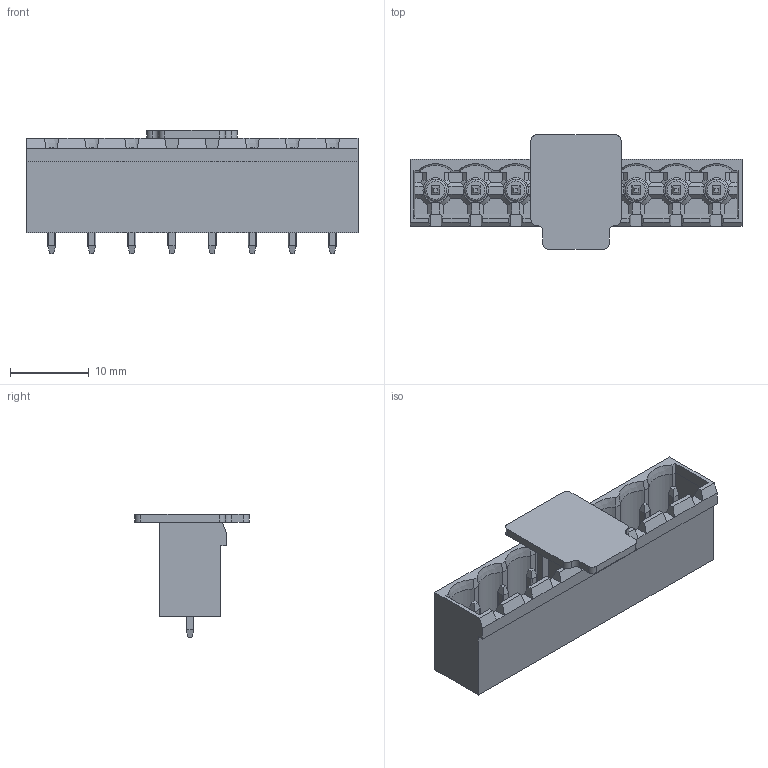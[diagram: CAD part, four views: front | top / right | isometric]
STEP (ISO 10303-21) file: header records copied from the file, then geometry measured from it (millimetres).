
FILE_DESCRIPTION(/* description */ ('Unknown'),/* implementation_level */ '2;1');
FILE_NAME(/* name */ '691701510008B',/* time_stamp */ '2023-12-13T14:39:05+01:00',/* author */ ('Unknown'),/* organization */ ('Unknown'),/* preprocessor_version */ 'ST-DEVELOPER v18.102',/* originating_system */ 'Solid Edge',/* authorisation */ 'Unknown');
FILE_SCHEMA (('AUTOMOTIVE_DESIGN {1 0 10303 214 3 1 1}'));
Length unit declared in the file: millimetre
Products named in the file (4): 6917015100xxB; 691701510008B; 6917015000xxB_Pin; 6917015000xxB_CAP
Assembly tree (10 placements, depth 2):
  6917015100xxB
    691701510008B
    6917015000xxB_Pin  x8
    6917015000xxB_CAP
Bounding box: 42.04 x 14.5 x 15.58 mm (x, y, z)
Volume: 1924.4 mm3; surface area: 4439 mm2
Topology: 10 solids, 10 shells, 673 faces, 1794 edges, 1152 vertices
Faces by surface type: plane 521, cylinder 80, cone 48, torus 16, sphere 8
Entity records: 16562 total; most frequent: CARTESIAN_POINT 3104, ORIENTED_EDGE 2804, DIRECTION 2630, EDGE_CURVE 1402, LINE 1130, VECTOR 1130, VERTEX_POINT 904, AXIS2_PLACEMENT_3D 750
